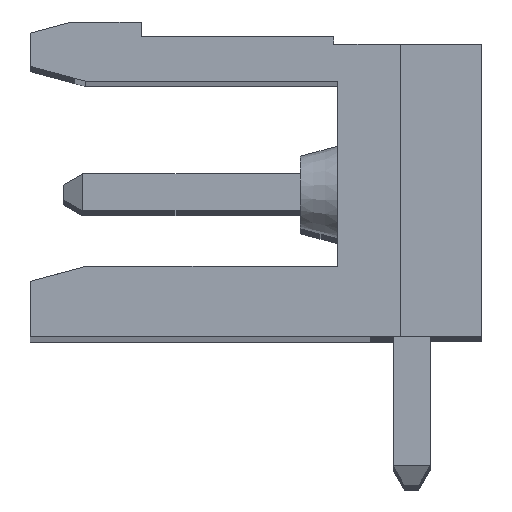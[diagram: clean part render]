
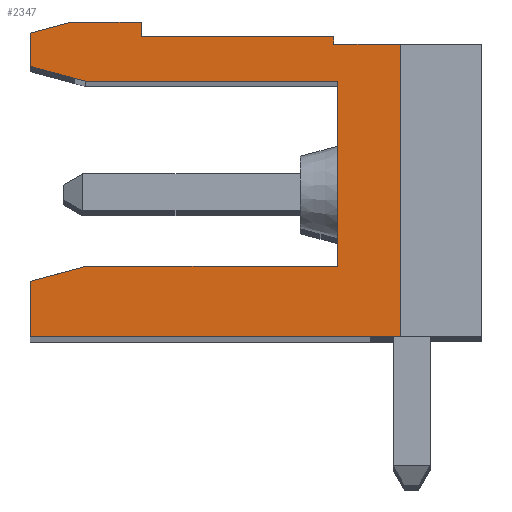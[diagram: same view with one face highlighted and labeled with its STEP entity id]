
A CAD part, top view. The second image highlights one B-rep face of the part: STEP entity #2347.
In plain terms, the highlighted planar face has unit normal (0, 0, 1).
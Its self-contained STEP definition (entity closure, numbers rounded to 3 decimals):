
#2347 = ADVANCED_FACE( '', ( #4881 ), #4882, .T. );
#4881 = FACE_OUTER_BOUND( '', #7563, .T. );
#4882 = PLANE( '', #7564 );
#7563 = EDGE_LOOP( '', ( #14689, #14690, #14691, #14692, #14693, #14694, #14695, #14696, #14697, #14698, #14699, #14700, #14701, #14702, #14703 ) );
#7564 = AXIS2_PLACEMENT_3D( '', #14704, #14705, #14706 );
#14689 = ORIENTED_EDGE( '', *, *, #17305, .F. );
#14690 = ORIENTED_EDGE( '', *, *, #17471, .F. );
#14691 = ORIENTED_EDGE( '', *, *, #16693, .F. );
#14692 = ORIENTED_EDGE( '', *, *, #18414, .F. );
#14693 = ORIENTED_EDGE( '', *, *, #18834, .T. );
#14694 = ORIENTED_EDGE( '', *, *, #18308, .F. );
#14695 = ORIENTED_EDGE( '', *, *, #18260, .F. );
#14696 = ORIENTED_EDGE( '', *, *, #17583, .F. );
#14697 = ORIENTED_EDGE( '', *, *, #17658, .F. );
#14698 = ORIENTED_EDGE( '', *, *, #18651, .F. );
#14699 = ORIENTED_EDGE( '', *, *, #18410, .T. );
#14700 = ORIENTED_EDGE( '', *, *, #18175, .T. );
#14701 = ORIENTED_EDGE( '', *, *, #18555, .T. );
#14702 = ORIENTED_EDGE( '', *, *, #16064, .T. );
#14703 = ORIENTED_EDGE( '', *, *, #18731, .F. );
#14704 = CARTESIAN_POINT( '', ( 194.225, 203.51, 91.44 ) );
#14705 = DIRECTION( '', ( 0., 0., 1. ) );
#14706 = DIRECTION( '', ( 1., 0., 0. ) );
#16064 = EDGE_CURVE( '', #19274, #19275, #19276, .T. );
#16693 = EDGE_CURVE( '', #20355, #20357, #20358, .T. );
#17305 = EDGE_CURVE( '', #21331, #21333, #21334, .T. );
#17471 = EDGE_CURVE( '', #20357, #21331, #21592, .T. );
#17583 = EDGE_CURVE( '', #21774, #21777, #21778, .T. );
#17658 = EDGE_CURVE( '', #21889, #21774, #21892, .T. );
#18175 = EDGE_CURVE( '', #22588, #22589, #22590, .T. );
#18260 = EDGE_CURVE( '', #21777, #22705, #22706, .T. );
#18308 = EDGE_CURVE( '', #22705, #22764, #22765, .T. );
#18410 = EDGE_CURVE( '', #22892, #22588, #22893, .T. );
#18414 = EDGE_CURVE( '', #22896, #20355, #22898, .T. );
#18555 = EDGE_CURVE( '', #22589, #19274, #23059, .T. );
#18651 = EDGE_CURVE( '', #22892, #21889, #23169, .T. );
#18731 = EDGE_CURVE( '', #21333, #19275, #23256, .T. );
#18834 = EDGE_CURVE( '', #22896, #22764, #23370, .T. );
#19274 = VERTEX_POINT( '', #23921 );
#19275 = VERTEX_POINT( '', #23922 );
#19276 = LINE( '', #23923, #23924 );
#20355 = VERTEX_POINT( '', #25494 );
#20357 = VERTEX_POINT( '', #25497 );
#20358 = LINE( '', #25498, #25499 );
#21331 = VERTEX_POINT( '', #26944 );
#21333 = VERTEX_POINT( '', #26947 );
#21334 = LINE( '', #26948, #26949 );
#21592 = LINE( '', #27331, #27332 );
#21774 = VERTEX_POINT( '', #27605 );
#21777 = VERTEX_POINT( '', #27609 );
#21778 = LINE( '', #27610, #27611 );
#21889 = VERTEX_POINT( '', #27786 );
#21892 = LINE( '', #27790, #27791 );
#22588 = VERTEX_POINT( '', #28845 );
#22589 = VERTEX_POINT( '', #28846 );
#22590 = LINE( '', #28847, #28848 );
#22705 = VERTEX_POINT( '', #29032 );
#22706 = LINE( '', #29033, #29034 );
#22764 = VERTEX_POINT( '', #29126 );
#22765 = LINE( '', #29127, #29128 );
#22892 = VERTEX_POINT( '', #29336 );
#22893 = LINE( '', #29337, #29338 );
#22896 = VERTEX_POINT( '', #29342 );
#22898 = LINE( '', #29345, #29346 );
#23059 = LINE( '', #29596, #29597 );
#23169 = LINE( '', #29756, #29757 );
#23256 = LINE( '', #29877, #29878 );
#23370 = LINE( '', #30045, #30046 );
#23921 = CARTESIAN_POINT( '', ( 194.225, 204.41, 91.44 ) );
#23922 = CARTESIAN_POINT( '', ( 194.225, 203.51, 91.44 ) );
#23923 = CARTESIAN_POINT( '', ( 194.225, 204.31, 91.44 ) );
#23924 = VECTOR( '', #30420, 1000. );
#25494 = CARTESIAN_POINT( '', ( 195.725, 198.11, 91.44 ) );
#25497 = CARTESIAN_POINT( '', ( 202.525, 198.11, 91.44 ) );
#25498 = CARTESIAN_POINT( '', ( 195.725, 198.11, 91.44 ) );
#25499 = VECTOR( '', #30976, 1000. );
#26944 = CARTESIAN_POINT( '', ( 202.525, 203.11, 91.44 ) );
#26947 = CARTESIAN_POINT( '', ( 195.718, 203.11, 91.44 ) );
#26948 = CARTESIAN_POINT( '', ( 202.525, 203.11, 91.44 ) );
#26949 = VECTOR( '', #31498, 1000. );
#27331 = CARTESIAN_POINT( '', ( 202.525, 198.11, 91.44 ) );
#27332 = VECTOR( '', #31644, 1000. );
#27605 = CARTESIAN_POINT( '', ( 202.425, 204.11, 91.44 ) );
#27609 = CARTESIAN_POINT( '', ( 204.225, 204.11, 91.44 ) );
#27610 = CARTESIAN_POINT( '', ( 206.425, 204.11, 91.44 ) );
#27611 = VECTOR( '', #31767, 1000. );
#27786 = CARTESIAN_POINT( '', ( 202.425, 204.31, 91.44 ) );
#27790 = CARTESIAN_POINT( '', ( 202.425, 204.11, 91.44 ) );
#27791 = VECTOR( '', #31833, 1000. );
#28845 = CARTESIAN_POINT( '', ( 197.225, 204.71, 91.44 ) );
#28846 = CARTESIAN_POINT( '', ( 195.345, 204.71, 91.44 ) );
#28847 = CARTESIAN_POINT( '', ( 195.718, 204.71, 91.44 ) );
#28848 = VECTOR( '', #32213, 1000. );
#29032 = CARTESIAN_POINT( '', ( 204.225, 196.21, 91.44 ) );
#29033 = CARTESIAN_POINT( '', ( 204.225, 204.11, 91.44 ) );
#29034 = VECTOR( '', #32280, 1000. );
#29126 = CARTESIAN_POINT( '', ( 194.225, 196.21, 91.44 ) );
#29127 = CARTESIAN_POINT( '', ( 194.225, 196.21, 91.44 ) );
#29128 = VECTOR( '', #32315, 1000. );
#29336 = CARTESIAN_POINT( '', ( 197.225, 204.31, 91.44 ) );
#29337 = CARTESIAN_POINT( '', ( 197.225, 204.81, 91.44 ) );
#29338 = VECTOR( '', #32400, 1000. );
#29342 = CARTESIAN_POINT( '', ( 194.225, 197.708, 91.44 ) );
#29345 = CARTESIAN_POINT( '', ( 194.225, 197.708, 91.44 ) );
#29346 = VECTOR( '', #32403, 1000. );
#29596 = CARTESIAN_POINT( '', ( 194.225, 204.41, 91.44 ) );
#29597 = VECTOR( '', #32490, 1000. );
#29756 = CARTESIAN_POINT( '', ( 202.425, 204.31, 91.44 ) );
#29757 = VECTOR( '', #32546, 1000. );
#29877 = CARTESIAN_POINT( '', ( 195.718, 203.11, 91.44 ) );
#29878 = VECTOR( '', #32598, 1000. );
#30045 = CARTESIAN_POINT( '', ( 194.225, 204.31, 91.44 ) );
#30046 = VECTOR( '', #32652, 1000. );
#30420 = DIRECTION( '', ( 0., -1., 0. ) );
#30976 = DIRECTION( '', ( 1., 0., 0. ) );
#31498 = DIRECTION( '', ( -1., 0., 0. ) );
#31644 = DIRECTION( '', ( 0., 1., 0. ) );
#31767 = DIRECTION( '', ( 1., 0., 0. ) );
#31833 = DIRECTION( '', ( 0., -1., 0. ) );
#32213 = DIRECTION( '', ( -1., 0., 0. ) );
#32280 = DIRECTION( '', ( 0., -1., 0. ) );
#32315 = DIRECTION( '', ( -1., 0., 0. ) );
#32400 = DIRECTION( '', ( 0., 1., 0. ) );
#32403 = DIRECTION( '', ( 0.966, 0.259, 0. ) );
#32490 = DIRECTION( '', ( -0.966, -0.259, 0. ) );
#32546 = DIRECTION( '', ( 1., 0., 0. ) );
#32598 = DIRECTION( '', ( -0.966, 0.259, 0. ) );
#32652 = DIRECTION( '', ( 0., -1., 0. ) );
